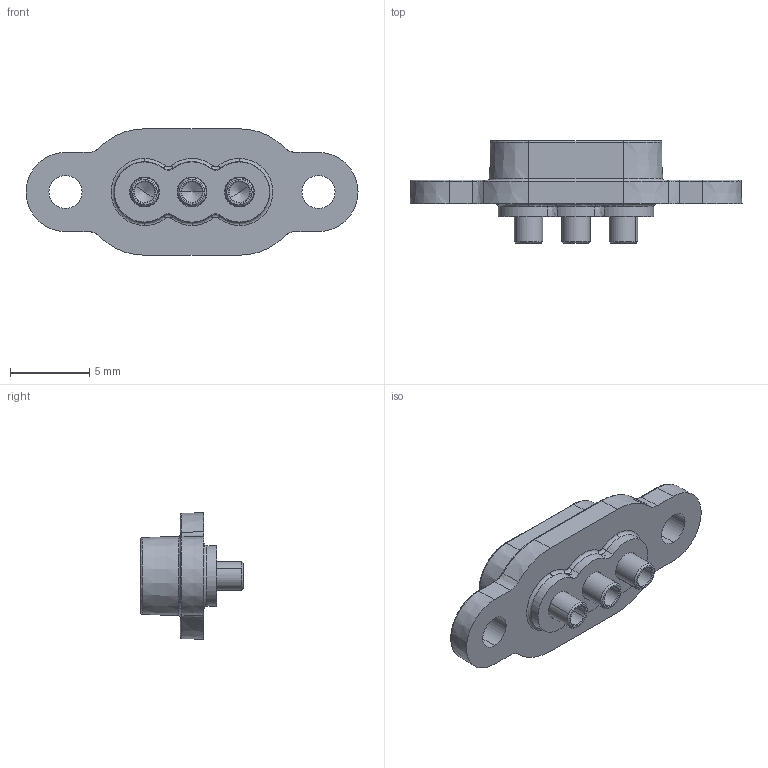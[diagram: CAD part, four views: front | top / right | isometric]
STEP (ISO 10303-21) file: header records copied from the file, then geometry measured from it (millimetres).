
FILE_DESCRIPTION (( 'STEP AP214' ), '1' );
FILE_NAME ('UEBK-30263.STEP', '2020-08-12T07:02:01', ( '' ), ( '' ), 'SwSTEP 2.0', 'SolidWorks 2020', '' );
FILE_SCHEMA (( 'AUTOMOTIVE_DESIGN' ));
Length unit declared in the file: millimetre
Products named in the file (3): UEBK-30263-Pin; UEBK-30263-Gehäuse; UEBK-30263
Assembly tree (4 placements, depth 2):
  UEBK-30263
    UEBK-30263-Pin  x3
    UEBK-30263-Gehäuse
Bounding box: 21 x 6.5 x 8 mm (x, y, z)
Volume: 335.3 mm3; surface area: 643.6 mm2
Topology: 4 solids, 4 shells, 179 faces, 418 edges, 255 vertices
Faces by surface type: cone 67, cylinder 44, bspline 41, plane 27
Entity records: 6080 total; most frequent: CARTESIAN_POINT 1635, ORIENTED_EDGE 624, DIRECTION 605, EDGE_CURVE 312, AXIS2_PLACEMENT_3D 257, VERTEX_POINT 193, CIRCLE 160, EDGE_LOOP 149
